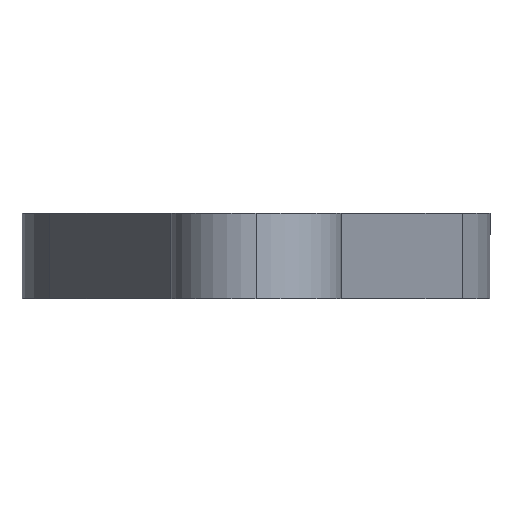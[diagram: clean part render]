
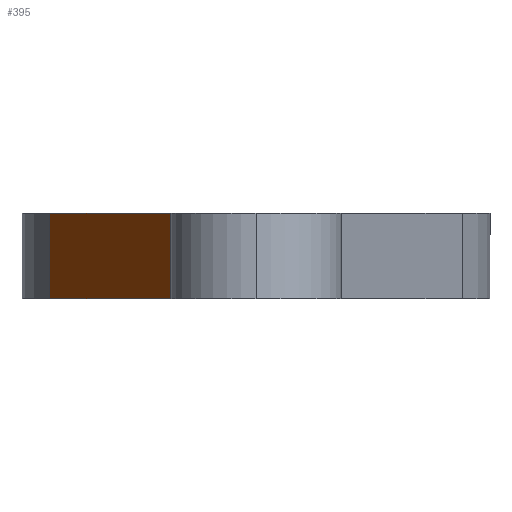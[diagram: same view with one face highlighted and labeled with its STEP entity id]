
A CAD part, left-side view. The second image highlights one B-rep face of the part: STEP entity #395.
In plain terms, the highlighted planar face has unit normal (-0.474, 0.881, 0).
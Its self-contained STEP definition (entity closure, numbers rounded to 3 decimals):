
#51=PLANE('',#456);
#68=FACE_OUTER_BOUND('',#93,.T.);
#93=EDGE_LOOP('',(#325,#326,#327,#328,#329));
#150=LINE('',#700,#171);
#153=LINE('',#707,#174);
#156=LINE('',#715,#177);
#158=LINE('',#721,#179);
#159=LINE('',#722,#180);
#171=VECTOR('',#535,10.);
#174=VECTOR('',#542,10.);
#177=VECTOR('',#551,10.);
#179=VECTOR('',#557,10.);
#180=VECTOR('',#558,10.);
#206=VERTEX_POINT('',#697);
#207=VERTEX_POINT('',#699);
#209=VERTEX_POINT('',#705);
#211=VERTEX_POINT('',#714);
#213=VERTEX_POINT('',#720);
#246=EDGE_CURVE('',#206,#207,#150,.T.);
#250=EDGE_CURVE('',#209,#206,#153,.T.);
#254=EDGE_CURVE('',#207,#211,#156,.T.);
#257=EDGE_CURVE('',#213,#209,#158,.T.);
#258=EDGE_CURVE('',#211,#213,#159,.T.);
#325=ORIENTED_EDGE('',*,*,#250,.F.);
#326=ORIENTED_EDGE('',*,*,#257,.F.);
#327=ORIENTED_EDGE('',*,*,#258,.F.);
#328=ORIENTED_EDGE('',*,*,#254,.F.);
#329=ORIENTED_EDGE('',*,*,#246,.F.);
#395=ADVANCED_FACE('',(#68),#51,.T.);
#456=AXIS2_PLACEMENT_3D('',#719,#555,#556);
#535=DIRECTION('',(0.,0.,-1.));
#542=DIRECTION('',(0.,0.,-1.));
#551=DIRECTION('',(0.881,0.474,0.));
#555=DIRECTION('center_axis',(-0.474,0.881,0.));
#556=DIRECTION('ref_axis',(-0.881,-0.474,0.));
#557=DIRECTION('',(-0.881,-0.474,0.));
#558=DIRECTION('',(0.,0.,1.));
#697=CARTESIAN_POINT('',(57.803,2.,0.));
#699=CARTESIAN_POINT('',(57.803,2.,-2.));
#700=CARTESIAN_POINT('',(57.803,2.,0.));
#705=CARTESIAN_POINT('',(57.803,2.,2.));
#707=CARTESIAN_POINT('',(57.803,2.,0.));
#714=CARTESIAN_POINT('',(72.093,9.687,-2.));
#715=CARTESIAN_POINT('',(72.093,9.687,-2.));
#719=CARTESIAN_POINT('Origin',(72.093,9.687,0.));
#720=CARTESIAN_POINT('',(72.093,9.687,2.));
#721=CARTESIAN_POINT('',(72.093,9.687,2.));
#722=CARTESIAN_POINT('',(72.093,9.687,0.));
